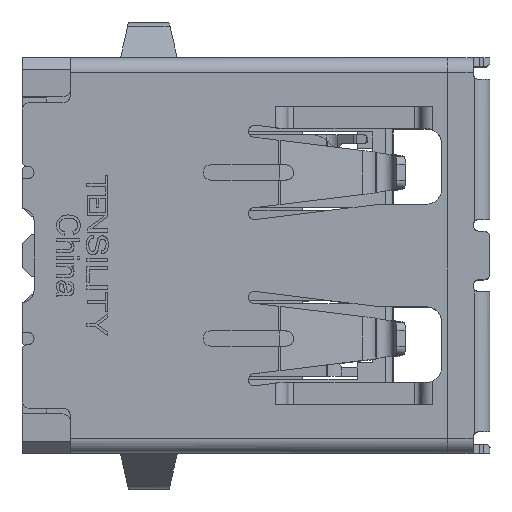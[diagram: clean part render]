
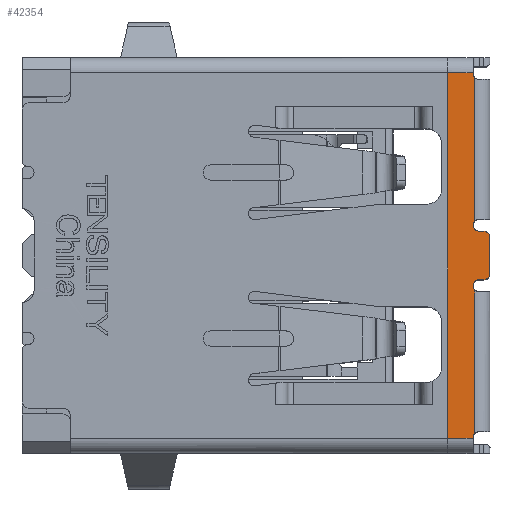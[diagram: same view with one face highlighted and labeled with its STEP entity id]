
A CAD part, top view. The second image highlights one B-rep face of the part: STEP entity #42354.
In plain terms, the highlighted planar face has unit normal (0, 0, 1).
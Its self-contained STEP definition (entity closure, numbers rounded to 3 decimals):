
#489 = EDGE_CURVE ( 'NONE', #13451, #56024, #54467, .T. ) ;
#491 = DIRECTION ( 'NONE',  ( 0., 0., -1. ) ) ;
#1038 = CARTESIAN_POINT ( 'NONE',  ( -10.9, -51.45, 0.72 ) ) ;
#2170 = EDGE_CURVE ( 'NONE', #56024, #38945, #45250, .T. ) ;
#2194 = CARTESIAN_POINT ( 'NONE',  ( -10., -63.389, 0.72 ) ) ;
#2365 = CARTESIAN_POINT ( 'NONE',  ( -9.86, -58.5, 0.72 ) ) ;
#3172 = EDGE_CURVE ( 'NONE', #62146, #49241, #38331, .T. ) ;
#3286 = EDGE_LOOP ( 'NONE', ( #6131, #26345, #7747, #5333, #40850, #62263, #32655, #28712, #17845, #50214, #52017, #39299, #57540, #27430, #50139, #33379 ) ) ;
#4046 = DIRECTION ( 'NONE',  ( -1., 0., 0. ) ) ;
#4336 = LINE ( 'NONE', #1038, #57191 ) ;
#4694 = VECTOR ( 'NONE', #7105, 1000. ) ;
#4763 = CARTESIAN_POINT ( 'NONE',  ( -9.7, -56.7, 0.72 ) ) ;
#5018 = CARTESIAN_POINT ( 'NONE',  ( -10.06, -63.532, 0.72 ) ) ;
#5242 = DIRECTION ( 'NONE',  ( 1., 0., 0. ) ) ;
#5297 = VERTEX_POINT ( 'NONE', #50926 ) ;
#5333 = ORIENTED_EDGE ( 'NONE', *, *, #61793, .T. ) ;
#5351 = AXIS2_PLACEMENT_3D ( 'NONE', #26693, #22032, #27112 ) ;
#5372 = CARTESIAN_POINT ( 'NONE',  ( -9.86, -58.3, 0.72 ) ) ;
#5850 = DIRECTION ( 'NONE',  ( 0., -1., 0. ) ) ;
#6131 = ORIENTED_EDGE ( 'NONE', *, *, #25054, .T. ) ;
#6962 = DIRECTION ( 'NONE',  ( 0., 0., -1. ) ) ;
#7105 = DIRECTION ( 'NONE',  ( 0., 1., 0. ) ) ;
#7747 = ORIENTED_EDGE ( 'NONE', *, *, #38338, .T. ) ;
#7991 = VECTOR ( 'NONE', #10591, 1000. ) ;
#9969 = CARTESIAN_POINT ( 'NONE',  ( -10., -51.611, 0.72 ) ) ;
#10591 = DIRECTION ( 'NONE',  ( 1., 0., 0. ) ) ;
#11355 = EDGE_CURVE ( 'NONE', #24371, #13451, #31273, .T. ) ;
#11387 = DIRECTION ( 'NONE',  ( 0., 1., 0. ) ) ;
#11612 = CARTESIAN_POINT ( 'NONE',  ( -10., -51.45, 0.72 ) ) ;
#13304 = CARTESIAN_POINT ( 'NONE',  ( -10.06, -63.55, 0.72 ) ) ;
#13451 = VERTEX_POINT ( 'NONE', #2194 ) ;
#16076 = DIRECTION ( 'NONE',  ( -1., 0., 0. ) ) ;
#16265 = DIRECTION ( 'NONE',  ( 0., 1., 0. ) ) ;
#16964 = VECTOR ( 'NONE', #5242, 1000. ) ;
#17845 = ORIENTED_EDGE ( 'NONE', *, *, #42030, .T. ) ;
#17891 = AXIS2_PLACEMENT_3D ( 'NONE', #60664, #45629, #26461 ) ;
#18206 = LINE ( 'NONE', #60311, #40848 ) ;
#18282 = EDGE_CURVE ( 'NONE', #38888, #38181, #4336, .T. ) ;
#19894 = CARTESIAN_POINT ( 'NONE',  ( -25., -58.3, 0.72 ) ) ;
#19925 = EDGE_CURVE ( 'NONE', #60194, #62146, #32803, .T. ) ;
#20060 = DIRECTION ( 'NONE',  ( 0., 1., 0. ) ) ;
#20765 = AXIS2_PLACEMENT_3D ( 'NONE', #43685, #31795, #39177 ) ;
#20890 = DIRECTION ( 'NONE',  ( 0., 0., -1. ) ) ;
#21322 = EDGE_CURVE ( 'NONE', #59439, #52797, #37121, .T. ) ;
#22032 = DIRECTION ( 'NONE',  ( 0., 0., 1. ) ) ;
#24371 = VERTEX_POINT ( 'NONE', #5018 ) ;
#25054 = EDGE_CURVE ( 'NONE', #5297, #38888, #34122, .T. ) ;
#25253 = VECTOR ( 'NONE', #27062, 1000. ) ;
#26345 = ORIENTED_EDGE ( 'NONE', *, *, #18282, .T. ) ;
#26461 = DIRECTION ( 'NONE',  ( 0., -1., 0. ) ) ;
#26693 = CARTESIAN_POINT ( 'NONE',  ( -9.7, -58.1, 0.72 ) ) ;
#26808 = AXIS2_PLACEMENT_3D ( 'NONE', #2365, #6962, #40497 ) ;
#27062 = DIRECTION ( 'NONE',  ( 0., 1., 0. ) ) ;
#27112 = DIRECTION ( 'NONE',  ( 0., -1., 0. ) ) ;
#27141 = VERTEX_POINT ( 'NONE', #13304 ) ;
#27292 = DIRECTION ( 'NONE',  ( 0., 0., -1. ) ) ;
#27430 = ORIENTED_EDGE ( 'NONE', *, *, #21322, .T. ) ;
#28712 = ORIENTED_EDGE ( 'NONE', *, *, #47953, .T. ) ;
#29354 = CIRCLE ( 'NONE', #40153, 0.2 ) ;
#29579 = CARTESIAN_POINT ( 'NONE',  ( -9.5, -56.9, 0.72 ) ) ;
#29773 = CARTESIAN_POINT ( 'NONE',  ( -9.86, -56.5, 0.72 ) ) ;
#29892 = LINE ( 'NONE', #54193, #61659 ) ;
#30019 = EDGE_CURVE ( 'NONE', #49241, #32813, #32119, .T. ) ;
#30707 = VERTEX_POINT ( 'NONE', #39198 ) ;
#30946 = EDGE_CURVE ( 'NONE', #41711, #5297, #18206, .T. ) ;
#31273 = CIRCLE ( 'NONE', #36378, 0.2 ) ;
#31393 = LINE ( 'NONE', #19894, #7991 ) ;
#31795 = DIRECTION ( 'NONE',  ( 0., 0., 1. ) ) ;
#32119 = LINE ( 'NONE', #42395, #45573 ) ;
#32655 = ORIENTED_EDGE ( 'NONE', *, *, #2170, .T. ) ;
#32751 = EDGE_CURVE ( 'NONE', #52797, #41711, #29354, .T. ) ;
#32803 = LINE ( 'NONE', #50483, #25253 ) ;
#32813 = VERTEX_POINT ( 'NONE', #55511 ) ;
#33379 = ORIENTED_EDGE ( 'NONE', *, *, #30946, .T. ) ;
#34122 = LINE ( 'NONE', #49635, #37165 ) ;
#34647 = CARTESIAN_POINT ( 'NONE',  ( -10., -56.357, 0.72 ) ) ;
#34731 = CIRCLE ( 'NONE', #5351, 0.2 ) ;
#35991 = DIRECTION ( 'NONE',  ( 0., 1., 0. ) ) ;
#36378 = AXIS2_PLACEMENT_3D ( 'NONE', #51747, #27292, #37171 ) ;
#36694 = CARTESIAN_POINT ( 'NONE',  ( -10.9, -63.55, 0.72 ) ) ;
#37121 = LINE ( 'NONE', #51401, #4694 ) ;
#37165 = VECTOR ( 'NONE', #16076, 1000. ) ;
#37171 = DIRECTION ( 'NONE',  ( 0., 1., 0. ) ) ;
#38061 = CARTESIAN_POINT ( 'NONE',  ( -10.9, -51.45, 0.72 ) ) ;
#38181 = VERTEX_POINT ( 'NONE', #36694 ) ;
#38331 = CIRCLE ( 'NONE', #20765, 0.2 ) ;
#38338 = EDGE_CURVE ( 'NONE', #38181, #27141, #42618, .T. ) ;
#38888 = VERTEX_POINT ( 'NONE', #38061 ) ;
#38945 = VERTEX_POINT ( 'NONE', #5372 ) ;
#39177 = DIRECTION ( 'NONE',  ( 0., -1., 0. ) ) ;
#39198 = CARTESIAN_POINT ( 'NONE',  ( -9.7, -58.3, 0.72 ) ) ;
#39299 = ORIENTED_EDGE ( 'NONE', *, *, #30019, .T. ) ;
#39829 = DIRECTION ( 'NONE',  ( 0., 1., 0. ) ) ;
#40153 = AXIS2_PLACEMENT_3D ( 'NONE', #49812, #20890, #11387 ) ;
#40497 = DIRECTION ( 'NONE',  ( 0., 1., 0. ) ) ;
#40848 = VECTOR ( 'NONE', #35991, 1000. ) ;
#40850 = ORIENTED_EDGE ( 'NONE', *, *, #11355, .T. ) ;
#41464 = FACE_OUTER_BOUND ( 'NONE', #3286, .T. ) ;
#41600 = VECTOR ( 'NONE', #16265, 1000. ) ;
#41711 = VERTEX_POINT ( 'NONE', #46569 ) ;
#42030 = EDGE_CURVE ( 'NONE', #30707, #60194, #34731, .T. ) ;
#42354 = ADVANCED_FACE ( 'NONE', ( #41464 ), #51119, .T. ) ;
#42395 = CARTESIAN_POINT ( 'NONE',  ( -25., -56.7, 0.72 ) ) ;
#42618 = LINE ( 'NONE', #58018, #16964 ) ;
#43424 = CARTESIAN_POINT ( 'NONE',  ( -9.5, -58.1, 0.72 ) ) ;
#43685 = CARTESIAN_POINT ( 'NONE',  ( -9.7, -56.9, 0.72 ) ) ;
#45250 = CIRCLE ( 'NONE', #26808, 0.2 ) ;
#45573 = VECTOR ( 'NONE', #4046, 1000. ) ;
#45629 = DIRECTION ( 'NONE',  ( 0., 0., 1. ) ) ;
#46569 = CARTESIAN_POINT ( 'NONE',  ( -10.06, -51.468, 0.72 ) ) ;
#47176 = AXIS2_PLACEMENT_3D ( 'NONE', #29773, #491, #20060 ) ;
#47953 = EDGE_CURVE ( 'NONE', #38945, #30707, #31393, .T. ) ;
#49241 = VERTEX_POINT ( 'NONE', #4763 ) ;
#49635 = CARTESIAN_POINT ( 'NONE',  ( -25., -51.45, 0.72 ) ) ;
#49812 = CARTESIAN_POINT ( 'NONE',  ( -9.86, -51.468, 0.72 ) ) ;
#50139 = ORIENTED_EDGE ( 'NONE', *, *, #32751, .T. ) ;
#50214 = ORIENTED_EDGE ( 'NONE', *, *, #19925, .T. ) ;
#50483 = CARTESIAN_POINT ( 'NONE',  ( -9.5, -51.45, 0.72 ) ) ;
#50926 = CARTESIAN_POINT ( 'NONE',  ( -10.06, -51.45, 0.72 ) ) ;
#51119 = PLANE ( 'NONE',  #17891 ) ;
#51193 = EDGE_CURVE ( 'NONE', #32813, #59439, #59099, .T. ) ;
#51401 = CARTESIAN_POINT ( 'NONE',  ( -10., -51.45, 0.72 ) ) ;
#51747 = CARTESIAN_POINT ( 'NONE',  ( -9.86, -63.532, 0.72 ) ) ;
#52017 = ORIENTED_EDGE ( 'NONE', *, *, #3172, .T. ) ;
#52797 = VERTEX_POINT ( 'NONE', #9969 ) ;
#53011 = CARTESIAN_POINT ( 'NONE',  ( -10., -58.643, 0.72 ) ) ;
#54193 = CARTESIAN_POINT ( 'NONE',  ( -10.06, -51.45, 0.72 ) ) ;
#54467 = LINE ( 'NONE', #11612, #41600 ) ;
#55511 = CARTESIAN_POINT ( 'NONE',  ( -9.86, -56.7, 0.72 ) ) ;
#56024 = VERTEX_POINT ( 'NONE', #53011 ) ;
#57191 = VECTOR ( 'NONE', #5850, 1000. ) ;
#57540 = ORIENTED_EDGE ( 'NONE', *, *, #51193, .T. ) ;
#58018 = CARTESIAN_POINT ( 'NONE',  ( -25., -63.55, 0.72 ) ) ;
#59099 = CIRCLE ( 'NONE', #47176, 0.2 ) ;
#59439 = VERTEX_POINT ( 'NONE', #34647 ) ;
#60194 = VERTEX_POINT ( 'NONE', #43424 ) ;
#60311 = CARTESIAN_POINT ( 'NONE',  ( -10.06, -51.45, 0.72 ) ) ;
#60664 = CARTESIAN_POINT ( 'NONE',  ( -25., -51.45, 0.72 ) ) ;
#61659 = VECTOR ( 'NONE', #39829, 1000. ) ;
#61793 = EDGE_CURVE ( 'NONE', #27141, #24371, #29892, .T. ) ;
#62146 = VERTEX_POINT ( 'NONE', #29579 ) ;
#62263 = ORIENTED_EDGE ( 'NONE', *, *, #489, .T. ) ;
